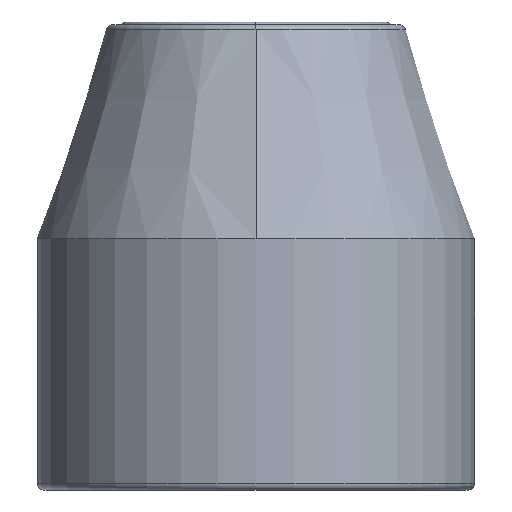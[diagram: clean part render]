
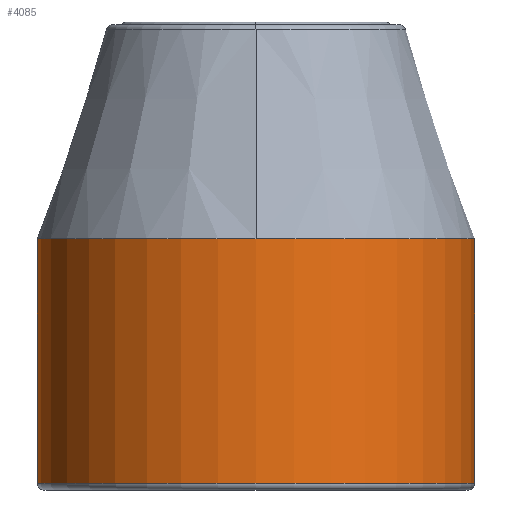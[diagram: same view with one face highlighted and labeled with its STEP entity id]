
A CAD part, front view. The second image highlights one B-rep face of the part: STEP entity #4085.
In plain terms, the highlighted cylindrical face has radius 23.5 mm (diameter 47 mm), a partial arc.
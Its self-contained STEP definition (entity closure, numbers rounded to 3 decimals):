
#3686=DIRECTION('',(0.,0.,1.));
#3687=VECTOR('',#3686,26.3);
#3688=CARTESIAN_POINT('',(-23.5,0.,0.4));
#3689=LINE('',#3688,#3687);
#3709=CARTESIAN_POINT('',(0.,0.,26.7));
#3710=DIRECTION('',(0.,0.,1.));
#3711=DIRECTION('',(1.,0.,0.));
#3712=AXIS2_PLACEMENT_3D('',#3709,#3710,#3711);
#3717=CARTESIAN_POINT('',(0.,0.,26.7));
#3718=DIRECTION('',(0.,0.,1.));
#3719=DIRECTION('',(0.,1.,0.));
#3720=AXIS2_PLACEMENT_3D('',#3717,#3718,#3719);
#3725=CARTESIAN_POINT('',(0.,0.,0.4));
#3726=DIRECTION('',(0.,0.,-1.));
#3727=DIRECTION('',(-1.,0.,0.));
#3728=AXIS2_PLACEMENT_3D('',#3725,#3726,#3727);
#3733=DIRECTION('',(0.,0.,1.));
#3734=VECTOR('',#3733,26.3);
#3735=CARTESIAN_POINT('',(23.5,0.,0.4));
#3736=LINE('',#3735,#3734);
#3874=CARTESIAN_POINT('',(-23.5,0.,0.4));
#3875=CARTESIAN_POINT('',(23.5,0.,0.4));
#3876=VERTEX_POINT('',#3874);
#3877=VERTEX_POINT('',#3875);
#3882=CARTESIAN_POINT('',(23.5,0.,26.7));
#3883=CARTESIAN_POINT('',(0.,23.5,26.7));
#3884=VERTEX_POINT('',#3882);
#3885=VERTEX_POINT('',#3883);
#3886=CARTESIAN_POINT('',(-23.5,0.,26.7));
#3887=VERTEX_POINT('',#3886);
#4070=CARTESIAN_POINT('',(0.,0.,-0.3));
#4071=DIRECTION('',(0.,0.,1.));
#4072=DIRECTION('',(1.,0.,0.));
#4073=AXIS2_PLACEMENT_3D('',#4070,#4071,#4072);
#4074=CYLINDRICAL_SURFACE('',#4073,23.5);
#4076=ORIENTED_EDGE('',*,*,#4075,.T.);
#4078=ORIENTED_EDGE('',*,*,#4077,.T.);
#4079=ORIENTED_EDGE('',*,*,#4057,.F.);
#4081=ORIENTED_EDGE('',*,*,#4080,.T.);
#4082=ORIENTED_EDGE('',*,*,#4053,.T.);
#4083=EDGE_LOOP('',(#4076,#4078,#4079,#4081,#4082));
#4084=FACE_OUTER_BOUND('',#4083,.F.);
#4085=ADVANCED_FACE('',(#4084),#4074,.T.);
#3713=CIRCLE('',#3712,23.5);
#3721=CIRCLE('',#3720,23.5);
#3729=CIRCLE('',#3728,23.5);
#4053=EDGE_CURVE('',#3877,#3884,#3736,.T.);
#4057=EDGE_CURVE('',#3876,#3887,#3689,.T.);
#4075=EDGE_CURVE('',#3884,#3885,#3713,.T.);
#4077=EDGE_CURVE('',#3885,#3887,#3721,.T.);
#4080=EDGE_CURVE('',#3876,#3877,#3729,.T.);
